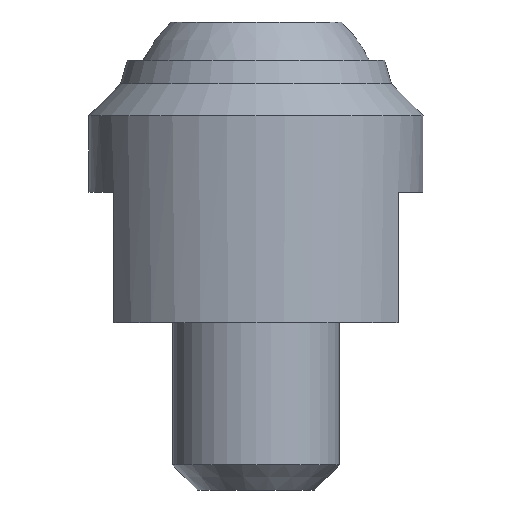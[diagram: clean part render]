
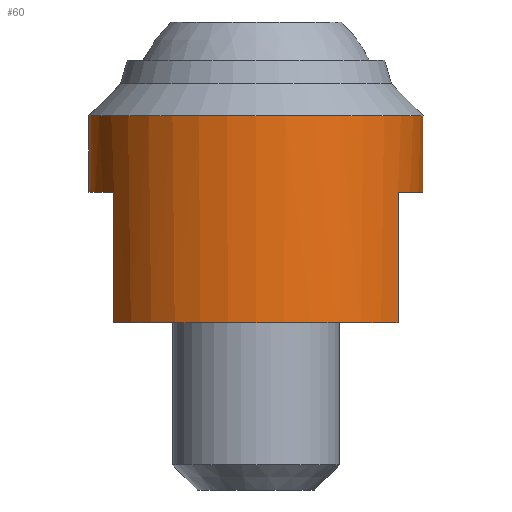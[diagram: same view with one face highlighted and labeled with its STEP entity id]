
A CAD part, front view. The second image highlights one B-rep face of the part: STEP entity #60.
In plain terms, the highlighted cylindrical face has radius 10 mm (diameter 20 mm), a full revolution.
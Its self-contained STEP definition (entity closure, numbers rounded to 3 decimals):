
#60 = ADVANCED_FACE( '', ( #123, #124 ), #125, .T. );
#123 = FACE_OUTER_BOUND( '', #180, .T. );
#124 = FACE_OUTER_BOUND( '', #181, .T. );
#125 = CYLINDRICAL_SURFACE( '', #182, 10. );
#180 = EDGE_LOOP( '', ( #263 ) );
#181 = EDGE_LOOP( '', ( #264, #265, #266, #267, #268, #269, #270, #271 ) );
#182 = AXIS2_PLACEMENT_3D( '', #272, #273, #274 );
#263 = ORIENTED_EDGE( '', *, *, #288, .T. );
#264 = ORIENTED_EDGE( '', *, *, #308, .F. );
#265 = ORIENTED_EDGE( '', *, *, #312, .F. );
#266 = ORIENTED_EDGE( '', *, *, #309, .F. );
#267 = ORIENTED_EDGE( '', *, *, #306, .T. );
#268 = ORIENTED_EDGE( '', *, *, #296, .F. );
#269 = ORIENTED_EDGE( '', *, *, #317, .F. );
#270 = ORIENTED_EDGE( '', *, *, #298, .F. );
#271 = ORIENTED_EDGE( '', *, *, #305, .T. );
#272 = CARTESIAN_POINT( '', ( 0., 0., 15.7 ) );
#273 = DIRECTION( '', ( 0., 0., 1. ) );
#274 = DIRECTION( '', ( -1., 0., 0. ) );
#288 = EDGE_CURVE( '', #323, #323, #324, .T. );
#296 = EDGE_CURVE( '', #336, #337, #338, .T. );
#298 = EDGE_CURVE( '', #339, #341, #342, .F. );
#305 = EDGE_CURVE( '', #339, #350, #352, .T. );
#306 = EDGE_CURVE( '', #349, #337, #353, .T. );
#308 = EDGE_CURVE( '', #355, #350, #356, .T. );
#309 = EDGE_CURVE( '', #349, #357, #358, .F. );
#312 = EDGE_CURVE( '', #357, #355, #361, .T. );
#317 = EDGE_CURVE( '', #341, #336, #367, .T. );
#323 = VERTEX_POINT( '', #373 );
#324 = CIRCLE( '', #374, 10. );
#336 = VERTEX_POINT( '', #386 );
#337 = VERTEX_POINT( '', #387 );
#338 = LINE( '', #388, #389 );
#339 = VERTEX_POINT( '', #390 );
#341 = VERTEX_POINT( '', #393 );
#342 = LINE( '', #394, #395 );
#349 = VERTEX_POINT( '', #403 );
#350 = VERTEX_POINT( '', #404 );
#352 = CIRCLE( '', #407, 10. );
#353 = CIRCLE( '', #408, 10. );
#355 = VERTEX_POINT( '', #410 );
#356 = LINE( '', #411, #412 );
#357 = VERTEX_POINT( '', #413 );
#358 = LINE( '', #414, #415 );
#361 = CIRCLE( '', #419, 10. );
#367 = CIRCLE( '', #425, 10. );
#373 = CARTESIAN_POINT( '', ( -10., 0., 12.4 ) );
#374 = AXIS2_PLACEMENT_3D( '', #431, #432, #433 );
#386 = CARTESIAN_POINT( '', ( 8.5, -5.268, 7.8 ) );
#387 = CARTESIAN_POINT( '', ( 8.5, -5.268, 0. ) );
#388 = CARTESIAN_POINT( '', ( 8.5, -5.268, 15.7 ) );
#389 = VECTOR( '', #446, 1000. );
#390 = CARTESIAN_POINT( '', ( 8.5, 5.268, 0. ) );
#393 = CARTESIAN_POINT( '', ( 8.5, 5.268, 7.8 ) );
#394 = CARTESIAN_POINT( '', ( 8.5, 5.268, 15.7 ) );
#395 = VECTOR( '', #448, 1000. );
#403 = CARTESIAN_POINT( '', ( -8.5, -5.268, 0. ) );
#404 = CARTESIAN_POINT( '', ( -8.5, 5.268, 0. ) );
#407 = AXIS2_PLACEMENT_3D( '', #454, #455, #456 );
#408 = AXIS2_PLACEMENT_3D( '', #457, #458, #459 );
#410 = CARTESIAN_POINT( '', ( -8.5, 5.268, 7.8 ) );
#411 = CARTESIAN_POINT( '', ( -8.5, 5.268, 15.7 ) );
#412 = VECTOR( '', #460, 1000. );
#413 = CARTESIAN_POINT( '', ( -8.5, -5.268, 7.8 ) );
#414 = CARTESIAN_POINT( '', ( -8.5, -5.268, 15.7 ) );
#415 = VECTOR( '', #461, 1000. );
#419 = AXIS2_PLACEMENT_3D( '', #463, #464, #465 );
#425 = AXIS2_PLACEMENT_3D( '', #469, #470, #471 );
#431 = CARTESIAN_POINT( '', ( 0., 0., 12.4 ) );
#432 = DIRECTION( '', ( 0., 0., -1. ) );
#433 = DIRECTION( '', ( -1., 0., 0. ) );
#446 = DIRECTION( '', ( 0., 0., -1. ) );
#448 = DIRECTION( '', ( 0., 0., -1. ) );
#454 = CARTESIAN_POINT( '', ( 0., 0., 0. ) );
#455 = DIRECTION( '', ( 0., 0., 1. ) );
#456 = DIRECTION( '', ( 1., 0., 0. ) );
#457 = CARTESIAN_POINT( '', ( 0., 0., 0. ) );
#458 = DIRECTION( '', ( 0., 0., 1. ) );
#459 = DIRECTION( '', ( 1., 0., 0. ) );
#460 = DIRECTION( '', ( 0., 0., -1. ) );
#461 = DIRECTION( '', ( 0., 0., -1. ) );
#463 = CARTESIAN_POINT( '', ( 0., 0., 7.8 ) );
#464 = DIRECTION( '', ( 0., 0., -1. ) );
#465 = DIRECTION( '', ( -1., 0., 0. ) );
#469 = CARTESIAN_POINT( '', ( 0., 0., 7.8 ) );
#470 = DIRECTION( '', ( 0., 0., -1. ) );
#471 = DIRECTION( '', ( -1., 0., 0. ) );
